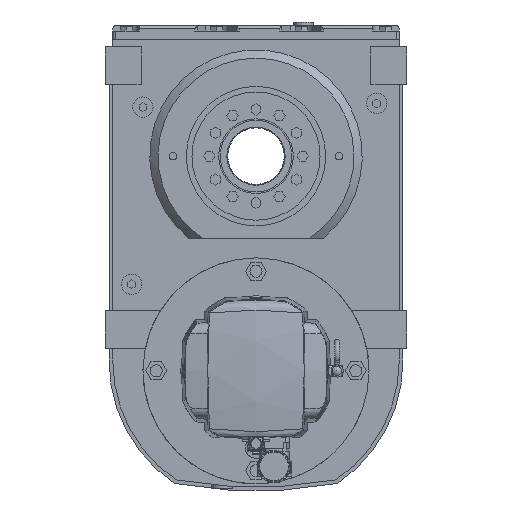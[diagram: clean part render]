
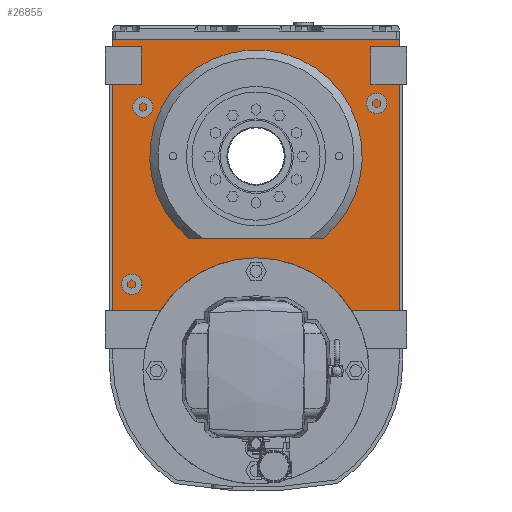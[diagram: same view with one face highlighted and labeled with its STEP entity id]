
A CAD part, left-side view. The second image highlights one B-rep face of the part: STEP entity #26855.
In plain terms, the highlighted planar face has unit normal (-1, 0, 0).
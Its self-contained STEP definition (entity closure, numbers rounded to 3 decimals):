
#1194=FACE_BOUND('',#4418,.T.);
#1721=PLANE('',#28814);
#2762=FACE_OUTER_BOUND('',#4417,.T.);
#4417=EDGE_LOOP('',(#20907,#20908,#20909,#20910,#20911,#20912,#20913,#20914,
#20915,#20916,#20917,#20918,#20919,#20920));
#4418=EDGE_LOOP('',(#20921,#20922));
#6650=LINE('',#42359,#8883);
#6672=LINE('',#42402,#8905);
#6673=LINE('',#42404,#8906);
#6674=LINE('',#42406,#8907);
#6675=LINE('',#42408,#8908);
#6676=LINE('',#42410,#8909);
#6677=LINE('',#42412,#8910);
#6678=LINE('',#42414,#8911);
#6679=LINE('',#42416,#8912);
#6680=LINE('',#42418,#8913);
#6681=LINE('',#42420,#8914);
#6682=LINE('',#42421,#8915);
#6683=LINE('',#42422,#8916);
#6684=LINE('',#42423,#8917);
#8883=VECTOR('',#33538,0.2);
#8905=VECTOR('',#33568,0.2);
#8906=VECTOR('',#33569,0.2);
#8907=VECTOR('',#33570,0.2);
#8908=VECTOR('',#33571,0.2);
#8909=VECTOR('',#33572,0.2);
#8910=VECTOR('',#33573,0.2);
#8911=VECTOR('',#33574,0.2);
#8912=VECTOR('',#33575,0.2);
#8913=VECTOR('',#33576,0.2);
#8914=VECTOR('',#33577,0.2);
#8915=VECTOR('',#33578,0.2);
#8916=VECTOR('',#33579,0.2);
#8917=VECTOR('',#33580,0.2);
#10178=CIRCLE('',#28750,30.);
#10184=CIRCLE('',#28758,28.2);
#12024=VERTEX_POINT('',#42104);
#12025=VERTEX_POINT('',#42106);
#12034=VERTEX_POINT('',#42128);
#12035=VERTEX_POINT('',#42132);
#12130=VERTEX_POINT('',#42358);
#12146=VERTEX_POINT('',#42400);
#12147=VERTEX_POINT('',#42401);
#12148=VERTEX_POINT('',#42403);
#12149=VERTEX_POINT('',#42405);
#12150=VERTEX_POINT('',#42407);
#12151=VERTEX_POINT('',#42409);
#12152=VERTEX_POINT('',#42411);
#12153=VERTEX_POINT('',#42413);
#12154=VERTEX_POINT('',#42415);
#12155=VERTEX_POINT('',#42417);
#12156=VERTEX_POINT('',#42419);
#15200=EDGE_CURVE('',#12025,#12024,#10178,.T.);
#15212=EDGE_CURVE('',#12034,#12035,#10184,.T.);
#15317=EDGE_CURVE('',#12130,#12024,#6650,.F.);
#15339=EDGE_CURVE('',#12146,#12147,#6672,.T.);
#15340=EDGE_CURVE('',#12148,#12147,#6673,.T.);
#15341=EDGE_CURVE('',#12148,#12149,#6674,.T.);
#15342=EDGE_CURVE('',#12150,#12149,#6675,.T.);
#15343=EDGE_CURVE('',#12151,#12150,#6676,.T.);
#15344=EDGE_CURVE('',#12152,#12151,#6677,.T.);
#15345=EDGE_CURVE('',#12152,#12153,#6678,.T.);
#15346=EDGE_CURVE('',#12153,#12154,#6679,.F.);
#15347=EDGE_CURVE('',#12154,#12155,#6680,.T.);
#15348=EDGE_CURVE('',#12156,#12155,#6681,.T.);
#15349=EDGE_CURVE('',#12025,#12156,#6682,.T.);
#15350=EDGE_CURVE('',#12146,#12130,#6683,.T.);
#15351=EDGE_CURVE('',#12034,#12035,#6684,.T.);
#20907=ORIENTED_EDGE('',*,*,#15339,.T.);
#20908=ORIENTED_EDGE('',*,*,#15340,.F.);
#20909=ORIENTED_EDGE('',*,*,#15341,.T.);
#20910=ORIENTED_EDGE('',*,*,#15342,.F.);
#20911=ORIENTED_EDGE('',*,*,#15343,.F.);
#20912=ORIENTED_EDGE('',*,*,#15344,.F.);
#20913=ORIENTED_EDGE('',*,*,#15345,.T.);
#20914=ORIENTED_EDGE('',*,*,#15346,.T.);
#20915=ORIENTED_EDGE('',*,*,#15347,.T.);
#20916=ORIENTED_EDGE('',*,*,#15348,.F.);
#20917=ORIENTED_EDGE('',*,*,#15349,.F.);
#20918=ORIENTED_EDGE('',*,*,#15200,.T.);
#20919=ORIENTED_EDGE('',*,*,#15317,.F.);
#20920=ORIENTED_EDGE('',*,*,#15350,.F.);
#20921=ORIENTED_EDGE('',*,*,#15351,.T.);
#20922=ORIENTED_EDGE('',*,*,#15212,.F.);
#26855=ADVANCED_FACE('',(#2762,#1194),#1721,.F.);
#28750=AXIS2_PLACEMENT_3D('',#42107,#33352,#33353);
#28758=AXIS2_PLACEMENT_3D('',#42133,#33373,#33374);
#28814=AXIS2_PLACEMENT_3D('',#42399,#33566,#33567);
#33352=DIRECTION('center_axis',(1.,0.,0.));
#33353=DIRECTION('ref_axis',(0.,1.,0.));
#33373=DIRECTION('center_axis',(-1.,0.,0.));
#33374=DIRECTION('ref_axis',(0.,-1.,0.));
#33538=DIRECTION('',(0.,-1.,0.));
#33566=DIRECTION('center_axis',(1.,0.,0.));
#33567=DIRECTION('ref_axis',(0.,-1.,0.));
#33568=DIRECTION('',(0.,1.,0.));
#33569=DIRECTION('',(0.,0.,-1.));
#33570=DIRECTION('',(0.,-1.,0.));
#33571=DIRECTION('',(0.,0.,-1.));
#33572=DIRECTION('',(0.,-1.,0.));
#33573=DIRECTION('',(0.,0.,1.));
#33574=DIRECTION('',(0.,-1.,0.));
#33575=DIRECTION('',(0.,0.,1.));
#33576=DIRECTION('',(0.,1.,0.));
#33577=DIRECTION('',(0.,0.,1.));
#33578=DIRECTION('',(0.,1.,0.));
#33579=DIRECTION('',(0.,0.,-1.));
#33580=DIRECTION('',(0.,1.,0.));
#42104=CARTESIAN_POINT('',(-53.4,-25.372,-41.));
#42106=CARTESIAN_POINT('',(-53.4,25.372,-41.));
#42107=CARTESIAN_POINT('Origin',(-53.4,0.,-57.008));
#42128=CARTESIAN_POINT('',(-53.4,-17.889,-21.8));
#42132=CARTESIAN_POINT('',(-53.4,17.889,-21.8));
#42133=CARTESIAN_POINT('Origin',(-53.4,0.,0.));
#42358=CARTESIAN_POINT('',(-53.4,-38.,-41.));
#42359=CARTESIAN_POINT('',(-53.4,20.,-41.));
#42399=CARTESIAN_POINT('Origin',(-53.4,0.,0.));
#42400=CARTESIAN_POINT('',(-53.4,-38.,19.));
#42401=CARTESIAN_POINT('',(-53.4,-30.5,19.));
#42402=CARTESIAN_POINT('',(-53.4,20.,19.));
#42403=CARTESIAN_POINT('',(-53.4,-30.5,29.));
#42404=CARTESIAN_POINT('',(-53.4,-30.5,15.5));
#42405=CARTESIAN_POINT('',(-53.4,-38.,29.));
#42406=CARTESIAN_POINT('',(-53.4,0.,29.));
#42407=CARTESIAN_POINT('',(-53.4,-38.,31.));
#42408=CARTESIAN_POINT('',(-53.4,-38.,15.5));
#42409=CARTESIAN_POINT('',(-53.4,38.,31.));
#42410=CARTESIAN_POINT('',(-53.4,19.,31.));
#42411=CARTESIAN_POINT('',(-53.4,38.,29.));
#42412=CARTESIAN_POINT('',(-53.4,38.,15.5));
#42413=CARTESIAN_POINT('',(-53.4,30.5,29.));
#42414=CARTESIAN_POINT('',(-53.4,0.,29.));
#42415=CARTESIAN_POINT('',(-53.4,30.5,19.));
#42416=CARTESIAN_POINT('',(-53.4,30.5,15.5));
#42417=CARTESIAN_POINT('',(-53.4,38.,19.));
#42418=CARTESIAN_POINT('',(-53.4,20.,19.));
#42419=CARTESIAN_POINT('',(-53.4,38.,-41.));
#42420=CARTESIAN_POINT('',(-53.4,38.,15.5));
#42421=CARTESIAN_POINT('',(-53.4,20.,-41.));
#42422=CARTESIAN_POINT('',(-53.4,-38.,15.5));
#42423=CARTESIAN_POINT('',(-53.4,20.,-21.8));
